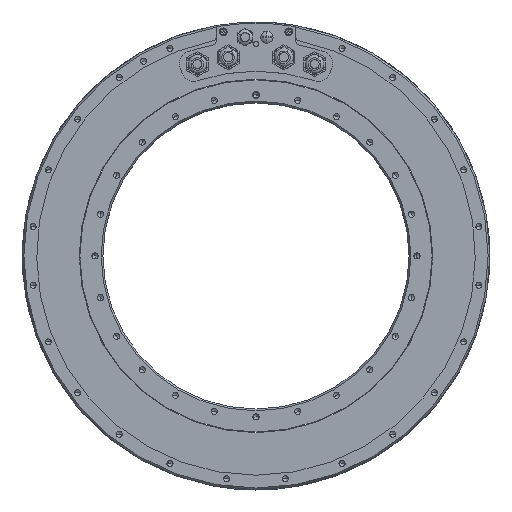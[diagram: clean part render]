
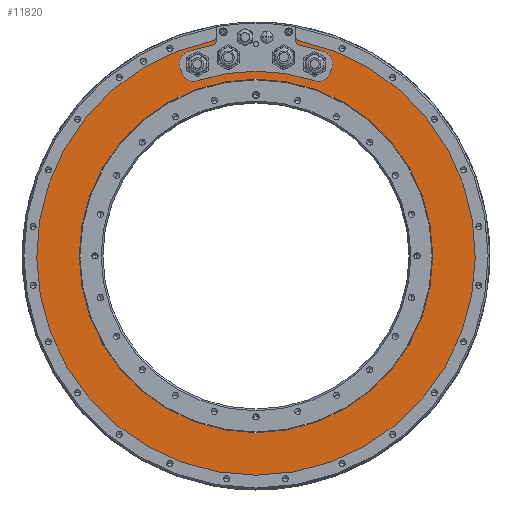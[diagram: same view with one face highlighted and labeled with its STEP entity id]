
A CAD part, top view. The second image highlights one B-rep face of the part: STEP entity #11820.
In plain terms, the highlighted planar face has unit normal (0, 0, 1).
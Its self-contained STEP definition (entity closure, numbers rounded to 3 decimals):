
#1653=DIRECTION('',(0.375,0.927,0.));
#1654=VECTOR('',#1653,5.009);
#1655=CARTESIAN_POINT('',(60.571,149.917,-0.15));
#1656=LINE('',#1655,#1654);
#1657=CARTESIAN_POINT('',(53.175,158.308,-0.15));
#1658=DIRECTION('',(0.,0.,1.));
#1659=DIRECTION('',(0.927,-0.375,0.));
#1660=AXIS2_PLACEMENT_3D('',#1657,#1658,#1659);
#1662=CARTESIAN_POINT('',(0.,0.,-0.15));
#1663=DIRECTION('',(0.,0.,1.));
#1664=DIRECTION('',(0.318,0.948,0.));
#1665=AXIS2_PLACEMENT_3D('',#1662,#1663,#1664);
#1667=CARTESIAN_POINT('',(37.5,178.095,-0.15));
#1668=DIRECTION('',(0.,0.,-1.));
#1669=DIRECTION('',(-0.206,-0.979,0.));
#1670=AXIS2_PLACEMENT_3D('',#1667,#1668,#1669);
#1672=DIRECTION('',(0.,-1.,0.));
#1673=VECTOR('',#1672,0.98);
#1674=CARTESIAN_POINT('',(32.5,179.075,-0.15));
#1675=LINE('',#1674,#1673);
#1676=CARTESIAN_POINT('',(0.,0.,-0.15));
#1677=DIRECTION('',(0.,0.,1.));
#1678=DIRECTION('',(0.182,0.983,0.));
#1679=AXIS2_PLACEMENT_3D('',#1676,#1677,#1678);
#1681=CARTESIAN_POINT('',(0.,0.,-0.15));
#1682=DIRECTION('',(0.,0.,1.));
#1683=DIRECTION('',(-0.179,0.984,0.));
#1684=AXIS2_PLACEMENT_3D('',#1681,#1682,#1683);
#1686=DIRECTION('',(0.,-1.,0.));
#1687=VECTOR('',#1686,0.98);
#1688=CARTESIAN_POINT('',(-32.5,179.075,-0.15));
#1689=LINE('',#1688,#1687);
#1690=CARTESIAN_POINT('',(-37.5,178.095,-0.15));
#1691=DIRECTION('',(0.,0.,-1.));
#1692=DIRECTION('',(1.,0.,0.));
#1693=AXIS2_PLACEMENT_3D('',#1690,#1691,#1692);
#1695=CARTESIAN_POINT('',(0.,0.,-0.15));
#1696=DIRECTION('',(0.,0.,1.));
#1697=DIRECTION('',(-0.206,0.979,0.));
#1698=AXIS2_PLACEMENT_3D('',#1695,#1696,#1697);
#1700=CARTESIAN_POINT('',(-53.175,158.308,-0.15));
#1701=DIRECTION('',(0.,0.,-1.));
#1702=DIRECTION('',(-0.927,-0.375,0.));
#1703=AXIS2_PLACEMENT_3D('',#1700,#1701,#1702);
#1705=DIRECTION('',(0.375,-0.927,0.));
#1706=VECTOR('',#1705,5.009);
#1707=CARTESIAN_POINT('',(-62.447,154.562,-0.15));
#1708=LINE('',#1707,#1706);
#1709=CARTESIAN_POINT('',(-51.299,153.663,-0.15));
#1710=DIRECTION('',(0.,0.,-1.));
#1711=DIRECTION('',(0.317,-0.949,0.));
#1712=AXIS2_PLACEMENT_3D('',#1709,#1710,#1711);
#1714=CARTESIAN_POINT('',(0.,0.,-0.15));
#1715=DIRECTION('',(0.,0.,1.));
#1716=DIRECTION('',(0.317,0.949,0.));
#1717=AXIS2_PLACEMENT_3D('',#1714,#1715,#1716);
#1719=CARTESIAN_POINT('',(51.299,153.663,-0.15));
#1720=DIRECTION('',(0.,0.,-1.));
#1721=DIRECTION('',(0.927,-0.375,0.));
#1722=AXIS2_PLACEMENT_3D('',#1719,#1720,#1721);
#1807=CARTESIAN_POINT('',(0.,0.,-0.15));
#1808=DIRECTION('',(0.,0.,1.));
#1809=DIRECTION('',(-1.,0.,0.));
#1810=AXIS2_PLACEMENT_3D('',#1807,#1808,#1809);
#1821=CARTESIAN_POINT('',(0.,0.,-0.15));
#1822=DIRECTION('',(0.,0.,1.));
#1823=DIRECTION('',(1.,0.,0.));
#1824=AXIS2_PLACEMENT_3D('',#1821,#1822,#1823);
#3836=CARTESIAN_POINT('',(-36.25,180.394,-0.15));
#3837=DIRECTION('',(0.,0.,1.));
#3838=DIRECTION('',(0.197,-0.98,0.));
#3839=AXIS2_PLACEMENT_3D('',#3836,#3837,#3838);
#3854=CARTESIAN_POINT('',(0.,0.,-0.15));
#3855=DIRECTION('',(0.,0.,1.));
#3856=DIRECTION('',(-0.197,0.98,0.));
#3857=AXIS2_PLACEMENT_3D('',#3854,#3855,#3856);
#3863=CARTESIAN_POINT('',(36.25,180.394,-0.15));
#3864=DIRECTION('',(0.,0.,-1.));
#3865=DIRECTION('',(-0.197,-0.98,0.));
#3866=AXIS2_PLACEMENT_3D('',#3863,#3864,#3865);
#7852=CARTESIAN_POINT('',(-145.482,0.,-0.15));
#7853=CARTESIAN_POINT('',(145.482,0.,-0.15));
#7854=VERTEX_POINT('',#7852);
#7855=VERTEX_POINT('',#7853);
#7870=CARTESIAN_POINT('',(35.56,176.962,-0.15));
#7871=CARTESIAN_POINT('',(33.051,178.974,-0.15));
#7872=VERTEX_POINT('',#7870);
#7873=VERTEX_POINT('',#7871);
#7876=CARTESIAN_POINT('',(-35.56,176.962,-0.15));
#7877=CARTESIAN_POINT('',(-33.051,178.974,-0.15));
#7878=VERTEX_POINT('',#7876);
#7879=VERTEX_POINT('',#7877);
#8228=CARTESIAN_POINT('',(60.571,149.917,-0.15));
#8229=CARTESIAN_POINT('',(62.447,154.562,-0.15));
#8230=VERTEX_POINT('',#8228);
#8231=VERTEX_POINT('',#8229);
#8232=CARTESIAN_POINT('',(-62.447,154.562,-0.15));
#8233=CARTESIAN_POINT('',(-60.571,149.917,-0.15));
#8234=VERTEX_POINT('',#8232);
#8235=VERTEX_POINT('',#8233);
#8236=CARTESIAN_POINT('',(48.132,144.178,-0.15));
#8237=CARTESIAN_POINT('',(-48.132,144.178,-0.15));
#8238=VERTEX_POINT('',#8236);
#8239=VERTEX_POINT('',#8237);
#8240=CARTESIAN_POINT('',(-32.5,179.075,-0.15));
#8241=CARTESIAN_POINT('',(-32.5,178.095,-0.15));
#8242=VERTEX_POINT('',#8240);
#8243=VERTEX_POINT('',#8241);
#8244=CARTESIAN_POINT('',(-36.47,173.202,-0.15));
#8245=CARTESIAN_POINT('',(-56.359,167.787,-0.15));
#8246=VERTEX_POINT('',#8244);
#8247=VERTEX_POINT('',#8245);
#8248=CARTESIAN_POINT('',(32.5,179.075,-0.15));
#8249=CARTESIAN_POINT('',(32.5,178.095,-0.15));
#8250=VERTEX_POINT('',#8248);
#8251=VERTEX_POINT('',#8249);
#8252=CARTESIAN_POINT('',(56.359,167.787,-0.15));
#8253=CARTESIAN_POINT('',(36.47,173.202,-0.15));
#8254=VERTEX_POINT('',#8252);
#8255=VERTEX_POINT('',#8253);
#11772=CARTESIAN_POINT('',(0.,0.,-0.15));
#11773=DIRECTION('',(0.,0.,1.));
#11774=DIRECTION('',(1.,0.,0.));
#11775=AXIS2_PLACEMENT_3D('',#11772,#11773,#11774);
#11776=PLANE('',#11775);
#11778=ORIENTED_EDGE('',*,*,#11777,.T.);
#11779=ORIENTED_EDGE('',*,*,#11755,.T.);
#11781=ORIENTED_EDGE('',*,*,#11780,.T.);
#11783=ORIENTED_EDGE('',*,*,#11782,.T.);
#11785=ORIENTED_EDGE('',*,*,#11784,.F.);
#11787=ORIENTED_EDGE('',*,*,#11786,.F.);
#11789=ORIENTED_EDGE('',*,*,#11788,.F.);
#11791=ORIENTED_EDGE('',*,*,#11790,.F.);
#11793=ORIENTED_EDGE('',*,*,#11792,.T.);
#11795=ORIENTED_EDGE('',*,*,#11794,.F.);
#11797=ORIENTED_EDGE('',*,*,#11796,.T.);
#11799=ORIENTED_EDGE('',*,*,#11798,.T.);
#11801=ORIENTED_EDGE('',*,*,#11800,.T.);
#11803=ORIENTED_EDGE('',*,*,#11802,.F.);
#11805=ORIENTED_EDGE('',*,*,#11804,.T.);
#11807=ORIENTED_EDGE('',*,*,#11806,.F.);
#11809=ORIENTED_EDGE('',*,*,#11808,.F.);
#11811=ORIENTED_EDGE('',*,*,#11810,.F.);
#11812=EDGE_LOOP('',(#11778,#11779,#11781,#11783,#11785,#11787,#11789,#11791,
#11793,#11795,#11797,#11799,#11801,#11803,#11805,#11807,#11809,#11811));
#11813=FACE_OUTER_BOUND('',#11812,.F.);
#11815=ORIENTED_EDGE('',*,*,#11814,.T.);
#11817=ORIENTED_EDGE('',*,*,#11816,.T.);
#11818=EDGE_LOOP('',(#11815,#11817));
#11819=FACE_BOUND('',#11818,.F.);
#1661=CIRCLE('',#1660,10.);
#1666=CIRCLE('',#1665,177.);
#1671=CIRCLE('',#1670,5.);
#1680=CIRCLE('',#1679,182.);
#1685=CIRCLE('',#1684,182.);
#1694=CIRCLE('',#1693,5.);
#1699=CIRCLE('',#1698,177.);
#1704=CIRCLE('',#1703,10.);
#1713=CIRCLE('',#1712,10.);
#1718=CIRCLE('',#1717,152.);
#1723=CIRCLE('',#1722,10.);
#1811=CIRCLE('',#1810,145.482);
#1825=CIRCLE('',#1824,145.482);
#3840=CIRCLE('',#3839,3.5);
#3858=CIRCLE('',#3857,180.5);
#3867=CIRCLE('',#3866,3.5);
#11755=EDGE_CURVE('',#8231,#8254,#1661,.T.);
#11777=EDGE_CURVE('',#8230,#8231,#1656,.T.);
#11780=EDGE_CURVE('',#8254,#8255,#1666,.T.);
#11782=EDGE_CURVE('',#8255,#8251,#1671,.T.);
#11784=EDGE_CURVE('',#8250,#8251,#1675,.T.);
#11786=EDGE_CURVE('',#7873,#8250,#1680,.T.);
#11788=EDGE_CURVE('',#7872,#7873,#3867,.T.);
#11790=EDGE_CURVE('',#7878,#7872,#3858,.T.);
#11792=EDGE_CURVE('',#7878,#7879,#3840,.T.);
#11794=EDGE_CURVE('',#8242,#7879,#1685,.T.);
#11796=EDGE_CURVE('',#8242,#8243,#1689,.T.);
#11798=EDGE_CURVE('',#8243,#8246,#1694,.T.);
#11800=EDGE_CURVE('',#8246,#8247,#1699,.T.);
#11802=EDGE_CURVE('',#8234,#8247,#1704,.T.);
#11804=EDGE_CURVE('',#8234,#8235,#1708,.T.);
#11806=EDGE_CURVE('',#8239,#8235,#1713,.T.);
#11808=EDGE_CURVE('',#8238,#8239,#1718,.T.);
#11810=EDGE_CURVE('',#8230,#8238,#1723,.T.);
#11814=EDGE_CURVE('',#7854,#7855,#1811,.T.);
#11816=EDGE_CURVE('',#7855,#7854,#1825,.T.);
#11820=ADVANCED_FACE('',(#11813,#11819),#11776,.T.);
